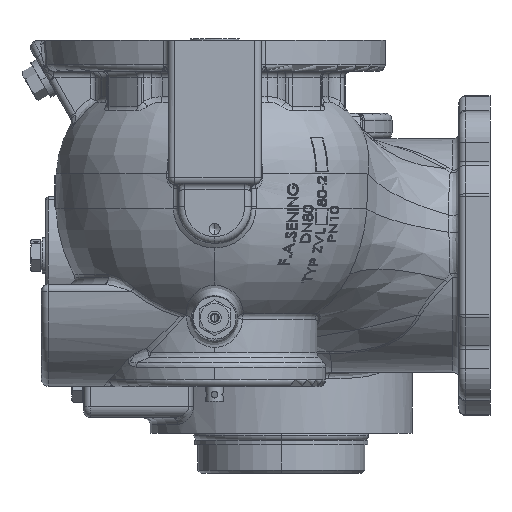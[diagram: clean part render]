
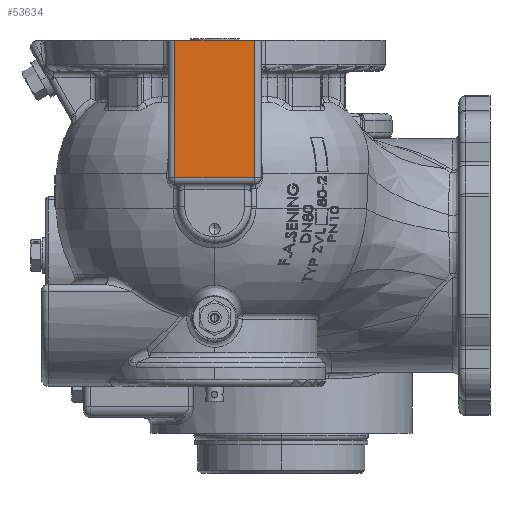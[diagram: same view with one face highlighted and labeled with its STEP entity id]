
A CAD part, left-side view. The second image highlights one B-rep face of the part: STEP entity #53634.
In plain terms, the highlighted planar face has unit normal (-1, 0, 0).
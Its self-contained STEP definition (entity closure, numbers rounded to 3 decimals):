
#4337 = CARTESIAN_POINT ( 'NONE',  ( -158.5, 142., 35. ) ) ;
#4338 = CARTESIAN_POINT ( 'NONE',  ( -158.5, 106., 35. ) ) ;
#4613 = CARTESIAN_POINT ( 'NONE',  ( -158.5, 106., 97. ) ) ;
#4614 = CARTESIAN_POINT ( 'NONE',  ( -158.5, 142., 97. ) ) ;
#11877 = VECTOR ( 'NONE', #72023, 1000. ) ;
#11891 = LINE ( 'NONE', #72022, #11877 ) ;
#12046 = LINE ( 'NONE', #19194, #12050 ) ;
#12050 = VECTOR ( 'NONE', #19196, 1000. ) ;
#19194 = CARTESIAN_POINT ( 'NONE',  ( -158.5, 103., 35. ) ) ;
#19196 = DIRECTION ( 'NONE',  ( 0., -1., 0. ) ) ;
#22205 = CARTESIAN_POINT ( 'NONE',  ( -158.5, 145., 32. ) ) ;
#22288 = PLANE ( 'NONE',  #42973 ) ;
#22297 = DIRECTION ( 'NONE',  ( -1., 0., 0. ) ) ;
#22298 = DIRECTION ( 'NONE',  ( 0., 0., 1. ) ) ;
#29495 = EDGE_LOOP ( 'NONE', ( #102097, #98520, #101876, #98670 ) ) ;
#31939 = LINE ( 'NONE', #41678, #31947 ) ;
#31947 = VECTOR ( 'NONE', #41679, 1000. ) ;
#41678 = CARTESIAN_POINT ( 'NONE',  ( -158.5, 106., 32. ) ) ;
#41679 = DIRECTION ( 'NONE',  ( 0., 0., 1. ) ) ;
#42973 = AXIS2_PLACEMENT_3D ( 'NONE', #22205, #22297, #22298 ) ;
#53634 = ADVANCED_FACE ( 'NONE', ( #81717 ), #22288, .T. ) ;
#57164 = CARTESIAN_POINT ( 'NONE',  ( -158.5, 145., 97. ) ) ;
#57166 = DIRECTION ( 'NONE',  ( 0., 1., 0. ) ) ;
#72022 = CARTESIAN_POINT ( 'NONE',  ( -158.5, 142., 32. ) ) ;
#72023 = DIRECTION ( 'NONE',  ( 0., 0., -1. ) ) ;
#81717 = FACE_OUTER_BOUND ( 'NONE', #29495, .T. ) ;
#98520 = ORIENTED_EDGE ( 'NONE', *, *, #126016, .T. ) ;
#98670 = ORIENTED_EDGE ( 'NONE', *, *, #127798, .T. ) ;
#101876 = ORIENTED_EDGE ( 'NONE', *, *, #127561, .T. ) ;
#102097 = ORIENTED_EDGE ( 'NONE', *, *, #125368, .T. ) ;
#102329 = VECTOR ( 'NONE', #57166, 1000. ) ;
#102331 = LINE ( 'NONE', #57164, #102329 ) ;
#124184 = VERTEX_POINT ( 'NONE', #4337 ) ;
#124185 = VERTEX_POINT ( 'NONE', #4338 ) ;
#124451 = VERTEX_POINT ( 'NONE', #4613 ) ;
#124452 = VERTEX_POINT ( 'NONE', #4614 ) ;
#125368 = EDGE_CURVE ( 'NONE', #124185, #124451, #31939, .T. ) ;
#126016 = EDGE_CURVE ( 'NONE', #124451, #124452, #102331, .T. ) ;
#127561 = EDGE_CURVE ( 'NONE', #124452, #124184, #11891, .T. ) ;
#127798 = EDGE_CURVE ( 'NONE', #124184, #124185, #12046, .T. ) ;
